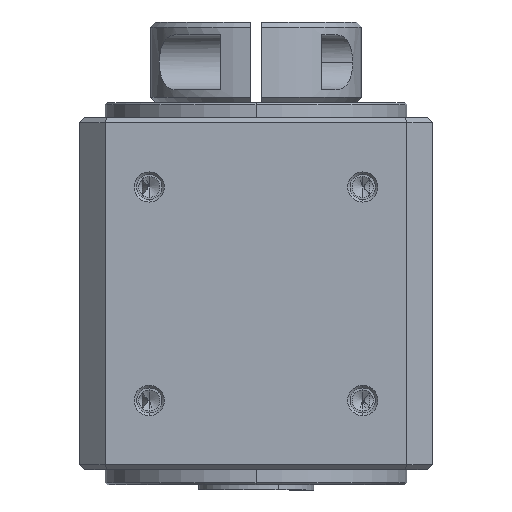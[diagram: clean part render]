
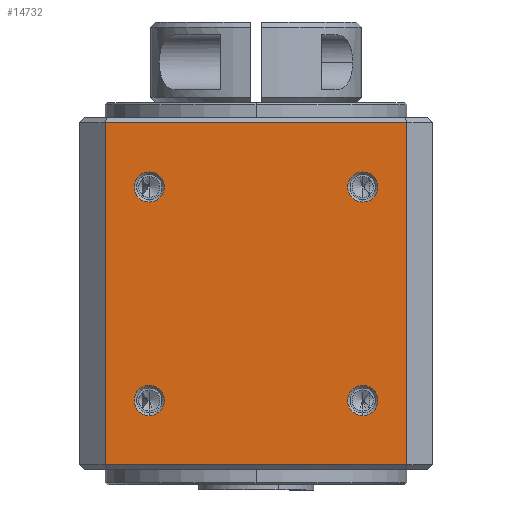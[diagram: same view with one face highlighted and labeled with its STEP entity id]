
A CAD part, left-side view. The second image highlights one B-rep face of the part: STEP entity #14732.
In plain terms, the highlighted planar face has unit normal (-1, 0, 0).
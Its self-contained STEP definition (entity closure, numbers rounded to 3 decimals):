
#586=PLANE('',#16569);
#1723=CIRCLE('',#16295,3.);
#1731=CIRCLE('',#16309,3.);
#1738=CIRCLE('',#16321,3.);
#1745=CIRCLE('',#16333,3.);
#1886=CIRCLE('',#16570,3.);
#1887=CIRCLE('',#16571,3.);
#1888=CIRCLE('',#16572,3.);
#1889=CIRCLE('',#16573,3.);
#3041=VERTEX_POINT('',#20824);
#3043=VERTEX_POINT('',#20828);
#3054=VERTEX_POINT('',#20889);
#3056=VERTEX_POINT('',#20893);
#3065=VERTEX_POINT('',#20920);
#3067=VERTEX_POINT('',#20924);
#3076=VERTEX_POINT('',#20951);
#3078=VERTEX_POINT('',#20955);
#3221=VERTEX_POINT('',#21388);
#3227=VERTEX_POINT('',#21403);
#3233=VERTEX_POINT('',#21424);
#3239=VERTEX_POINT('',#21439);
#4226=VECTOR('',#26616,1.);
#4244=VECTOR('',#26640,1.);
#4255=VECTOR('',#26655,1.);
#4256=VECTOR('',#26657,1.);
#5161=LINE('',#21404,#4226);
#5179=LINE('',#21440,#4244);
#5190=LINE('',#21459,#4255);
#5191=LINE('',#21461,#4256);
#6778=EDGE_CURVE('',#3043,#3041,#1723,.F.);
#6796=EDGE_CURVE('',#3056,#3054,#1731,.F.);
#6811=EDGE_CURVE('',#3067,#3065,#1738,.F.);
#6826=EDGE_CURVE('',#3078,#3076,#1745,.F.);
#7029=EDGE_CURVE('',#3221,#3227,#5161,.T.);
#7047=EDGE_CURVE('',#3233,#3239,#5179,.T.);
#7058=EDGE_CURVE('',#3227,#3233,#5190,.F.);
#7059=EDGE_CURVE('',#3239,#3221,#5191,.F.);
#7134=EDGE_CURVE('',#3076,#3078,#1886,.T.);
#7135=EDGE_CURVE('',#3065,#3067,#1887,.T.);
#7136=EDGE_CURVE('',#3054,#3056,#1888,.T.);
#7137=EDGE_CURVE('',#3041,#3043,#1889,.T.);
#10744=ORIENTED_EDGE('',*,*,#6826,.F.);
#10745=ORIENTED_EDGE('',*,*,#7134,.F.);
#10746=ORIENTED_EDGE('',*,*,#6811,.F.);
#10747=ORIENTED_EDGE('',*,*,#7135,.F.);
#10748=ORIENTED_EDGE('',*,*,#6796,.F.);
#10749=ORIENTED_EDGE('',*,*,#7136,.F.);
#10750=ORIENTED_EDGE('',*,*,#6778,.F.);
#10751=ORIENTED_EDGE('',*,*,#7137,.F.);
#10752=ORIENTED_EDGE('',*,*,#7058,.T.);
#10753=ORIENTED_EDGE('',*,*,#7047,.T.);
#10754=ORIENTED_EDGE('',*,*,#7059,.T.);
#10755=ORIENTED_EDGE('',*,*,#7029,.T.);
#12678=EDGE_LOOP('',(#10744,#10745));
#12679=EDGE_LOOP('',(#10746,#10747));
#12680=EDGE_LOOP('',(#10748,#10749));
#12681=EDGE_LOOP('',(#10750,#10751));
#12682=EDGE_LOOP('',(#10752,#10753,#10754,#10755));
#13786=FACE_BOUND('',#12678,.T.);
#13787=FACE_BOUND('',#12679,.T.);
#13788=FACE_BOUND('',#12680,.T.);
#13789=FACE_BOUND('',#12681,.T.);
#13790=FACE_BOUND('',#12682,.T.);
#14732=ADVANCED_FACE('',(#13786,#13787,#13788,#13789,#13790),#586,.F.);
#16295=AXIS2_PLACEMENT_3D('',#20829,#26107,#26108);
#16309=AXIS2_PLACEMENT_3D('',#20894,#26142,#26143);
#16321=AXIS2_PLACEMENT_3D('',#20925,#26173,#26174);
#16333=AXIS2_PLACEMENT_3D('',#20956,#26204,#26205);
#16569=AXIS2_PLACEMENT_3D('',#21653,#26798,$);
#16570=AXIS2_PLACEMENT_3D('',#21654,#26799,#26800);
#16571=AXIS2_PLACEMENT_3D('',#21655,#26801,#26802);
#16572=AXIS2_PLACEMENT_3D('',#21656,#26803,#26804);
#16573=AXIS2_PLACEMENT_3D('',#21657,#26805,#26806);
#20824=CARTESIAN_POINT('',(-35.,21.213,56.213));
#20828=CARTESIAN_POINT('',(-35.,21.213,62.213));
#20829=CARTESIAN_POINT('',(-35.,21.213,59.213));
#20889=CARTESIAN_POINT('',(-35.,-21.213,56.213));
#20893=CARTESIAN_POINT('',(-35.,-21.213,62.213));
#20894=CARTESIAN_POINT('',(-35.,-21.213,59.213));
#20920=CARTESIAN_POINT('',(-35.,-21.213,13.787));
#20924=CARTESIAN_POINT('',(-35.,-21.213,19.787));
#20925=CARTESIAN_POINT('',(-35.,-21.213,16.787));
#20951=CARTESIAN_POINT('',(-35.,21.213,13.787));
#20955=CARTESIAN_POINT('',(-35.,21.213,19.787));
#20956=CARTESIAN_POINT('',(-35.,21.213,16.787));
#21388=CARTESIAN_POINT('',(-35.,-30.,72.));
#21403=CARTESIAN_POINT('',(-35.,30.,72.));
#21404=CARTESIAN_POINT('',(-35.,17.5,72.));
#21424=CARTESIAN_POINT('',(-35.,30.,4.));
#21439=CARTESIAN_POINT('',(-35.,-30.,4.));
#21440=CARTESIAN_POINT('',(-35.,17.5,4.));
#21459=CARTESIAN_POINT('',(-35.,30.,76.));
#21461=CARTESIAN_POINT('',(-35.,-30.,76.));
#21653=CARTESIAN_POINT('',(-35.,35.,76.));
#21654=CARTESIAN_POINT('',(-35.,21.213,16.787));
#21655=CARTESIAN_POINT('',(-35.,-21.213,16.787));
#21656=CARTESIAN_POINT('',(-35.,-21.213,59.213));
#21657=CARTESIAN_POINT('',(-35.,21.213,59.213));
#26107=DIRECTION('',(1.,0.,0.));
#26108=DIRECTION('',(0.,0.,3.));
#26142=DIRECTION('',(1.,0.,0.));
#26143=DIRECTION('',(0.,0.,3.));
#26173=DIRECTION('',(1.,0.,0.));
#26174=DIRECTION('',(0.,0.,3.));
#26204=DIRECTION('',(1.,0.,0.));
#26205=DIRECTION('',(0.,0.,3.));
#26616=DIRECTION('',(0.,1.,0.));
#26640=DIRECTION('',(0.,-1.,0.));
#26655=DIRECTION('',(0.,0.,1.));
#26657=DIRECTION('',(0.,0.,-1.));
#26798=DIRECTION('',(1.,0.,0.));
#26799=DIRECTION('',(-1.,0.,0.));
#26800=DIRECTION('',(0.,0.,3.));
#26801=DIRECTION('',(-1.,0.,0.));
#26802=DIRECTION('',(0.,0.,3.));
#26803=DIRECTION('',(-1.,0.,0.));
#26804=DIRECTION('',(0.,0.,3.));
#26805=DIRECTION('',(-1.,0.,0.));
#26806=DIRECTION('',(0.,0.,3.));
